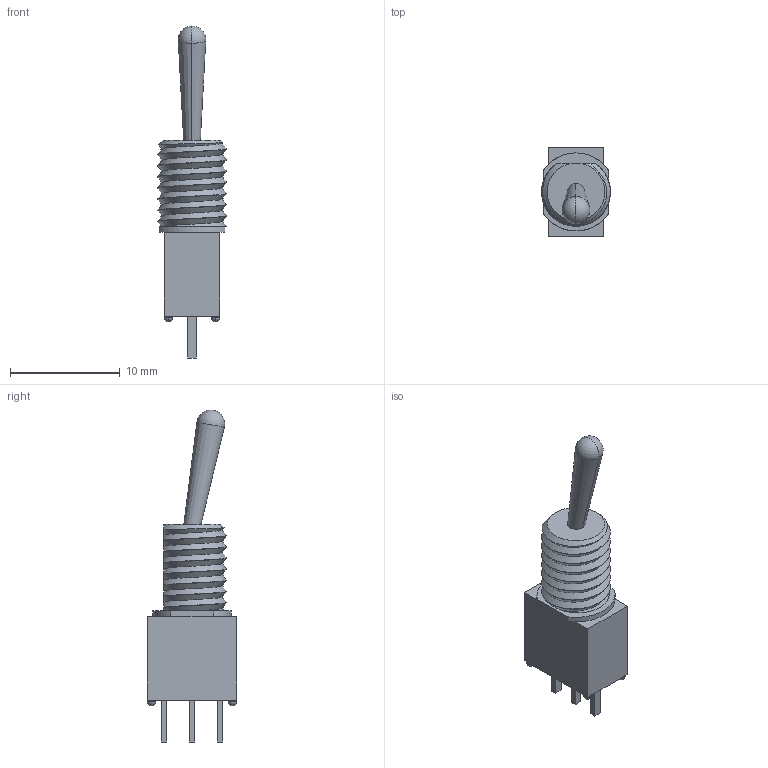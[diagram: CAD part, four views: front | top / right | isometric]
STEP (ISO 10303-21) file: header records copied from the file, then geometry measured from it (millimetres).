
FILE_DESCRIPTION((''),'2;1');
FILE_NAME('C-2267077-2','2014-06-23T',('workeradm'),('Tyco Electronics Ltd.'),'PRO/ENGINEER BY PARAMETRIC TECHNOLOGY CORPORATION, 2013050','PRO/ENGINEER BY PARAMETRIC TECHNOLOGY CORPORATION, 2013050','');
FILE_SCHEMA(('AUTOMOTIVE_DESIGN { 1 0 10303 214 1 1 1 1 }'));
Length unit declared in the file: millimetre
Products named in the file (1): C-2267077-2
Bounding box: 6.26 x 8.13 x 30.23 mm (x, y, z)
Volume: 581.8 mm3; surface area: 575.1 mm2
Topology: 1 solids, 1 shells, 86 faces, 225 edges, 135 vertices
Faces by surface type: plane 34, bspline 21, cylinder 18, sphere 10, cone 3
Entity records: 8447 total; most frequent: CARTESIAN_POINT 6395, ORIENTED_EDGE 430, DIRECTION 315, EDGE_CURVE 215, VERTEX_POINT 135, COLOUR_RGB 126, AXIS2_PLACEMENT_3D 107, VECTOR 101
